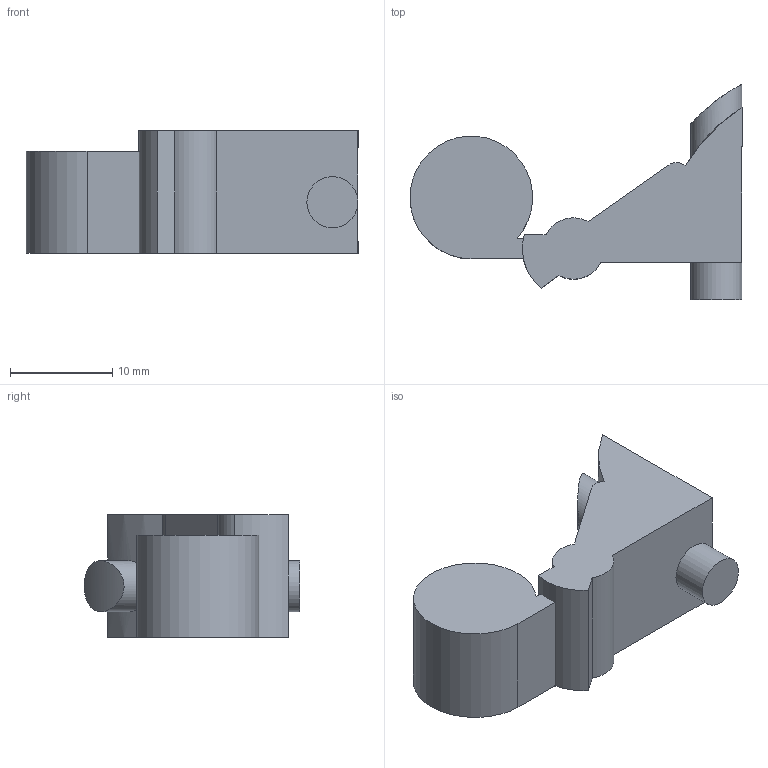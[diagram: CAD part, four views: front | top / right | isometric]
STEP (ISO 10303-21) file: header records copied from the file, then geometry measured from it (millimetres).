
FILE_DESCRIPTION(/* description */ (''),/* implementation_level */ '2;1');
FILE_NAME(/* name */ 'Output-Oscillating actuator-Pupe.step',/* time_stamp */ '2022-04-07T14:52:39+01:00',/* author */ (''),/* organization */ (''),/* preprocessor_version */ 'ST-DEVELOPER v18.1',/* originating_system */ 'Autodesk Translation Framework v10.13.0.1454',/* authorisation */ '');
FILE_SCHEMA (('AUTOMOTIVE_DESIGN { 1 0 10303 214 3 1 1 }'));
Length unit declared in the file: millimetre
Products named in the file (1): Wriggler-Pipe
Bounding box: 32.47 x 21.08 x 12 mm (x, y, z)
Volume: 3867 mm3; surface area: 2409.1 mm2
Topology: 2 solids, 2 shells, 28 faces, 70 edges, 46 vertices
Faces by surface type: plane 15, cylinder 13
Full cylindrical faces by diameter (mm): 5 x2
Entity records: 949 total; most frequent: CARTESIAN_POINT 220, DIRECTION 148, ORIENTED_EDGE 140, EDGE_CURVE 70, AXIS2_PLACEMENT_3D 52, VERTEX_POINT 46, LINE 44, VECTOR 44
